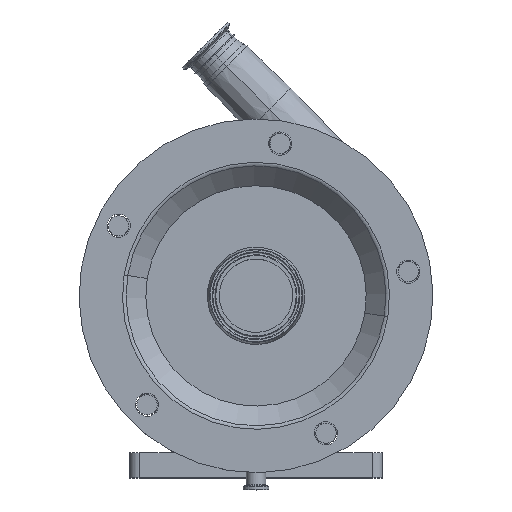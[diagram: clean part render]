
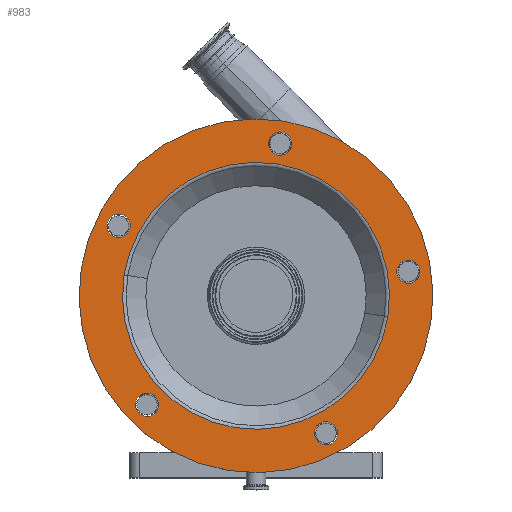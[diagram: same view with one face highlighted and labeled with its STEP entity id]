
A CAD part, top view. The second image highlights one B-rep face of the part: STEP entity #983.
In plain terms, the highlighted planar face has unit normal (0, 0, 1).
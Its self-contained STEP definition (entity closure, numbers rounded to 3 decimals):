
#102 = DIRECTION ( 'NONE',  ( 0., 0., 1. ) ) ;
#358 = DIRECTION ( 'NONE',  ( 0.988, -0.156, 0. ) ) ;
#551 = CARTESIAN_POINT ( 'NONE',  ( -96.475, 70.367, 215. ) ) ;
#816 = DIRECTION ( 'NONE',  ( -0.988, 0.156, 0. ) ) ;
#845 = VERTEX_POINT ( 'NONE', #551 ) ;
#912 = CIRCLE ( 'NONE', #8620, 11.5 ) ;
#983 = ADVANCED_FACE ( 'NONE', ( #15967, #3945, #14349, #13176, #11341, #2589, #4049 ), #15788, .F. ) ;
#1115 = CARTESIAN_POINT ( 'NONE',  ( 150.622, 203.856, 215. ) ) ;
#1119 = VERTEX_POINT ( 'NONE', #12288 ) ;
#1138 = CARTESIAN_POINT ( 'NONE',  ( 27.376, 352.845, 215. ) ) ;
#1414 = DIRECTION ( 'NONE',  ( 0.988, -0.156, 0. ) ) ;
#1459 = EDGE_CURVE ( 'NONE', #1606, #3825, #11012, .T. ) ;
#1606 = VERTEX_POINT ( 'NONE', #14421 ) ;
#1741 = CARTESIAN_POINT ( 'NONE',  ( 23.856, 330.622, 215. ) ) ;
#1854 = VERTEX_POINT ( 'NONE', #8684 ) ;
#1872 = CARTESIAN_POINT ( 'NONE',  ( 0., 180., 215. ) ) ;
#1968 = ORIENTED_EDGE ( 'NONE', *, *, #9030, .F. ) ;
#2149 = DIRECTION ( 'NONE',  ( 0., 0., -1. ) ) ;
#2252 = VERTEX_POINT ( 'NONE', #7584 ) ;
#2265 = CARTESIAN_POINT ( 'NONE',  ( 0., 180., 215. ) ) ;
#2570 = EDGE_CURVE ( 'NONE', #9437, #17879, #8471, .T. ) ;
#2589 = FACE_OUTER_BOUND ( 'NONE', #8588, .T. ) ;
#2738 = AXIS2_PLACEMENT_3D ( 'NONE', #18973, #7407, #11722 ) ;
#3080 = AXIS2_PLACEMENT_3D ( 'NONE', #6461, #18022, #8960 ) ;
#3144 = AXIS2_PLACEMENT_3D ( 'NONE', #13447, #12089, #17788 ) ;
#3282 = CIRCLE ( 'NONE', #11571, 11.5 ) ;
#3446 = AXIS2_PLACEMENT_3D ( 'NONE', #9462, #9656, #17280 ) ;
#3600 = VERTEX_POINT ( 'NONE', #3943 ) ;
#3652 = AXIS2_PLACEMENT_3D ( 'NONE', #17386, #7456, #7096 ) ;
#3747 = ORIENTED_EDGE ( 'NONE', *, *, #9714, .F. ) ;
#3796 = AXIS2_PLACEMENT_3D ( 'NONE', #5383, #8355, #8645 ) ;
#3825 = VERTEX_POINT ( 'NONE', #3905 ) ;
#3905 = CARTESIAN_POINT ( 'NONE',  ( 12.498, 332.421, 215. ) ) ;
#3943 = CARTESIAN_POINT ( 'NONE',  ( -147.237, 251.033, 215. ) ) ;
#3945 = FACE_BOUND ( 'NONE', #13785, .T. ) ;
#4012 = CIRCLE ( 'NONE', #4620, 132.071 ) ;
#4049 = FACE_BOUND ( 'NONE', #7776, .T. ) ;
#4514 = ORIENTED_EDGE ( 'NONE', *, *, #14380, .F. ) ;
#4620 = AXIS2_PLACEMENT_3D ( 'NONE', #1872, #2149, #6403 ) ;
#4832 = DIRECTION ( 'NONE',  ( 0.988, -0.156, 0. ) ) ;
#5195 = ORIENTED_EDGE ( 'NONE', *, *, #9748, .F. ) ;
#5231 = ORIENTED_EDGE ( 'NONE', *, *, #16945, .F. ) ;
#5246 = AXIS2_PLACEMENT_3D ( 'NONE', #1138, #7228, #12991 ) ;
#5296 = CIRCLE ( 'NONE', #3796, 11.5 ) ;
#5371 = CARTESIAN_POINT ( 'NONE',  ( -130.445, 200.66, 215. ) ) ;
#5383 = CARTESIAN_POINT ( 'NONE',  ( 69.234, 44.122, 215. ) ) ;
#6057 = CARTESIAN_POINT ( 'NONE',  ( -135.878, 249.234, 215. ) ) ;
#6163 = CIRCLE ( 'NONE', #16913, 11.5 ) ;
#6403 = DIRECTION ( 'NONE',  ( -0.988, 0.156, 0. ) ) ;
#6447 = VERTEX_POINT ( 'NONE', #14661 ) ;
#6461 = CARTESIAN_POINT ( 'NONE',  ( -135.878, 249.234, 215. ) ) ;
#6539 = AXIS2_PLACEMENT_3D ( 'NONE', #6589, #9758, #9563 ) ;
#6589 = CARTESIAN_POINT ( 'NONE',  ( 0., 180., 215. ) ) ;
#6860 = ORIENTED_EDGE ( 'NONE', *, *, #10985, .F. ) ;
#7096 = DIRECTION ( 'NONE',  ( 0.988, -0.156, 0. ) ) ;
#7228 = DIRECTION ( 'NONE',  ( 0., 0., -1. ) ) ;
#7266 = EDGE_CURVE ( 'NONE', #13967, #9350, #4012, .T. ) ;
#7382 = ORIENTED_EDGE ( 'NONE', *, *, #2570, .F. ) ;
#7407 = DIRECTION ( 'NONE',  ( 0., 0., 1. ) ) ;
#7456 = DIRECTION ( 'NONE',  ( 0., 0., 1. ) ) ;
#7584 = CARTESIAN_POINT ( 'NONE',  ( 57.875, 45.921, 215. ) ) ;
#7690 = CARTESIAN_POINT ( 'NONE',  ( -107.834, 72.166, 215. ) ) ;
#7764 = CIRCLE ( 'NONE', #6539, 175. ) ;
#7776 = EDGE_LOOP ( 'NONE', ( #8721, #1968 ) ) ;
#7832 = CARTESIAN_POINT ( 'NONE',  ( 139.264, 205.655, 215. ) ) ;
#7919 = CIRCLE ( 'NONE', #10674, 11.5 ) ;
#8158 = CARTESIAN_POINT ( 'NONE',  ( 130.445, 159.34, 215. ) ) ;
#8343 = DIRECTION ( 'NONE',  ( 0., 0., -1. ) ) ;
#8355 = DIRECTION ( 'NONE',  ( 0., 0., 1. ) ) ;
#8471 = CIRCLE ( 'NONE', #10912, 175. ) ;
#8588 = EDGE_LOOP ( 'NONE', ( #7382, #3747 ) ) ;
#8620 = AXIS2_PLACEMENT_3D ( 'NONE', #1741, #102, #4832 ) ;
#8645 = DIRECTION ( 'NONE',  ( 0.988, -0.156, 0. ) ) ;
#8682 = ORIENTED_EDGE ( 'NONE', *, *, #13850, .F. ) ;
#8684 = CARTESIAN_POINT ( 'NONE',  ( -119.192, 73.965, 215. ) ) ;
#8721 = ORIENTED_EDGE ( 'NONE', *, *, #1459, .F. ) ;
#8858 = CARTESIAN_POINT ( 'NONE',  ( -107.834, 72.166, 215. ) ) ;
#8960 = DIRECTION ( 'NONE',  ( 0.988, -0.156, 0. ) ) ;
#9030 = EDGE_CURVE ( 'NONE', #3825, #1606, #912, .T. ) ;
#9282 = EDGE_LOOP ( 'NONE', ( #16764, #17058 ) ) ;
#9350 = VERTEX_POINT ( 'NONE', #5371 ) ;
#9437 = VERTEX_POINT ( 'NONE', #11316 ) ;
#9462 = CARTESIAN_POINT ( 'NONE',  ( 69.234, 44.122, 215. ) ) ;
#9563 = DIRECTION ( 'NONE',  ( -0.988, 0.156, 0. ) ) ;
#9656 = DIRECTION ( 'NONE',  ( 0., 0., 1. ) ) ;
#9714 = EDGE_CURVE ( 'NONE', #17879, #9437, #7764, .T. ) ;
#9748 = EDGE_CURVE ( 'NONE', #6447, #2252, #11751, .T. ) ;
#9758 = DIRECTION ( 'NONE',  ( 0., 0., -1. ) ) ;
#10127 = CIRCLE ( 'NONE', #14747, 11.5 ) ;
#10216 = DIRECTION ( 'NONE',  ( 0.988, -0.156, 0. ) ) ;
#10410 = DIRECTION ( 'NONE',  ( 0., 0., 1. ) ) ;
#10674 = AXIS2_PLACEMENT_3D ( 'NONE', #1115, #10410, #16292 ) ;
#10912 = AXIS2_PLACEMENT_3D ( 'NONE', #2265, #8343, #816 ) ;
#10985 = EDGE_CURVE ( 'NONE', #2252, #6447, #5296, .T. ) ;
#11012 = CIRCLE ( 'NONE', #2738, 11.5 ) ;
#11098 = ORIENTED_EDGE ( 'NONE', *, *, #11105, .T. ) ;
#11105 = EDGE_CURVE ( 'NONE', #9350, #13967, #14824, .T. ) ;
#11178 = VERTEX_POINT ( 'NONE', #16611 ) ;
#11316 = CARTESIAN_POINT ( 'NONE',  ( -172.845, 207.376, 215. ) ) ;
#11341 = FACE_BOUND ( 'NONE', #18105, .T. ) ;
#11384 = CIRCLE ( 'NONE', #3080, 11.5 ) ;
#11571 = AXIS2_PLACEMENT_3D ( 'NONE', #6057, #14714, #1414 ) ;
#11722 = DIRECTION ( 'NONE',  ( 0.988, -0.156, 0. ) ) ;
#11751 = CIRCLE ( 'NONE', #3446, 11.5 ) ;
#12089 = DIRECTION ( 'NONE',  ( 0., 0., -1. ) ) ;
#12282 = EDGE_CURVE ( 'NONE', #1854, #845, #6163, .T. ) ;
#12288 = CARTESIAN_POINT ( 'NONE',  ( 161.981, 202.057, 215. ) ) ;
#12333 = ORIENTED_EDGE ( 'NONE', *, *, #12282, .F. ) ;
#12361 = EDGE_LOOP ( 'NONE', ( #5231, #4514 ) ) ;
#12778 = EDGE_CURVE ( 'NONE', #15414, #1119, #17806, .T. ) ;
#12991 = DIRECTION ( 'NONE',  ( -0.988, 0.156, 0. ) ) ;
#12998 = CARTESIAN_POINT ( 'NONE',  ( 172.845, 152.624, 215. ) ) ;
#13176 = FACE_BOUND ( 'NONE', #9282, .T. ) ;
#13447 = CARTESIAN_POINT ( 'NONE',  ( 0., 180., 215. ) ) ;
#13566 = DIRECTION ( 'NONE',  ( 0., 0., 1. ) ) ;
#13785 = EDGE_LOOP ( 'NONE', ( #8682, #12333 ) ) ;
#13850 = EDGE_CURVE ( 'NONE', #845, #1854, #10127, .T. ) ;
#13967 = VERTEX_POINT ( 'NONE', #8158 ) ;
#14349 = FACE_BOUND ( 'NONE', #19040, .T. ) ;
#14380 = EDGE_CURVE ( 'NONE', #3600, #11178, #11384, .T. ) ;
#14421 = CARTESIAN_POINT ( 'NONE',  ( 35.215, 328.823, 215. ) ) ;
#14661 = CARTESIAN_POINT ( 'NONE',  ( 80.592, 42.323, 215. ) ) ;
#14714 = DIRECTION ( 'NONE',  ( 0., 0., 1. ) ) ;
#14747 = AXIS2_PLACEMENT_3D ( 'NONE', #7690, #13566, #358 ) ;
#14824 = CIRCLE ( 'NONE', #3144, 132.071 ) ;
#15414 = VERTEX_POINT ( 'NONE', #7832 ) ;
#15788 = PLANE ( 'NONE',  #5246 ) ;
#15967 = FACE_BOUND ( 'NONE', #12361, .T. ) ;
#16292 = DIRECTION ( 'NONE',  ( 0.988, -0.156, 0. ) ) ;
#16611 = CARTESIAN_POINT ( 'NONE',  ( -124.52, 247.435, 215. ) ) ;
#16764 = ORIENTED_EDGE ( 'NONE', *, *, #18098, .F. ) ;
#16913 = AXIS2_PLACEMENT_3D ( 'NONE', #8858, #17549, #10216 ) ;
#16945 = EDGE_CURVE ( 'NONE', #11178, #3600, #3282, .T. ) ;
#17058 = ORIENTED_EDGE ( 'NONE', *, *, #12778, .F. ) ;
#17280 = DIRECTION ( 'NONE',  ( 0.988, -0.156, 0. ) ) ;
#17386 = CARTESIAN_POINT ( 'NONE',  ( 150.622, 203.856, 215. ) ) ;
#17549 = DIRECTION ( 'NONE',  ( 0., 0., 1. ) ) ;
#17788 = DIRECTION ( 'NONE',  ( -0.988, 0.156, 0. ) ) ;
#17806 = CIRCLE ( 'NONE', #3652, 11.5 ) ;
#17879 = VERTEX_POINT ( 'NONE', #12998 ) ;
#18022 = DIRECTION ( 'NONE',  ( 0., 0., 1. ) ) ;
#18098 = EDGE_CURVE ( 'NONE', #1119, #15414, #7919, .T. ) ;
#18105 = EDGE_LOOP ( 'NONE', ( #11098, #18606 ) ) ;
#18606 = ORIENTED_EDGE ( 'NONE', *, *, #7266, .T. ) ;
#18973 = CARTESIAN_POINT ( 'NONE',  ( 23.856, 330.622, 215. ) ) ;
#19040 = EDGE_LOOP ( 'NONE', ( #5195, #6860 ) ) ;
